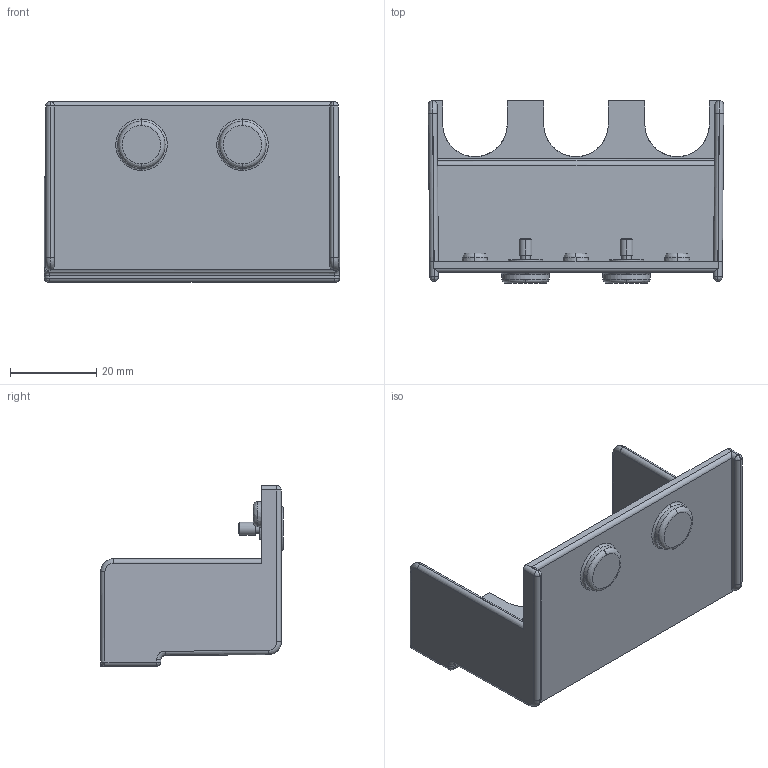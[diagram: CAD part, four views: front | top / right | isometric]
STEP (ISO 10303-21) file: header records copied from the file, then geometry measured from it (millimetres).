
FILE_DESCRIPTION (( 'STEP AP214' ), '1' );
FILE_NAME ('HS3-ML3.step', '2020-05-11T19:41:40', ( '' ), ( '' ), 'SwSTEP 2.0', 'SolidWorks 2019', '' );
FILE_SCHEMA (( 'AUTOMOTIVE_DESIGN' ));
Length unit declared in the file: inch
Products named in the file (2): HS3-ML3
Bounding box: 68.72 x 42.5 x 42 mm (x, y, z)
Volume: 14875.5 mm3; surface area: 14107.6 mm2
Topology: 1 solids, 1 shells, 140 faces, 326 edges, 195 vertices
Faces by surface type: cylinder 45, plane 45, bspline 34, cone 16
Entity records: 5013 total; most frequent: CARTESIAN_POINT 1984, ORIENTED_EDGE 644, DIRECTION 599, EDGE_CURVE 322, AXIS2_PLACEMENT_3D 226, VERTEX_POINT 195, EDGE_LOOP 151, LINE 147
